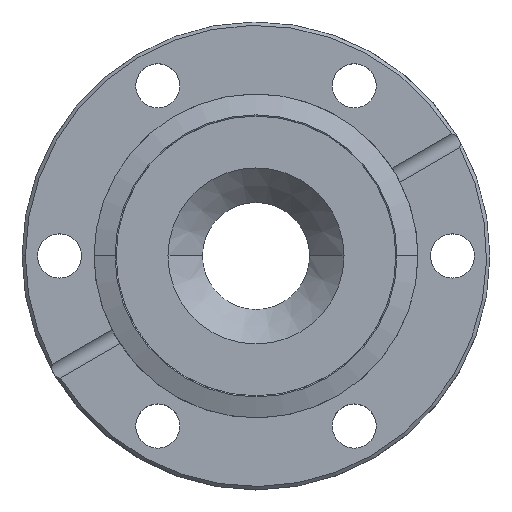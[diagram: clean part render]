
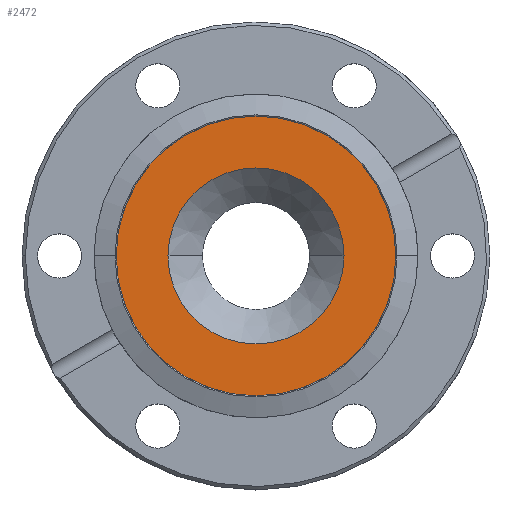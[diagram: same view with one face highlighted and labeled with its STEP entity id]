
A CAD part, top view. The second image highlights one B-rep face of the part: STEP entity #2472.
In plain terms, the highlighted planar face has unit normal (0, 0, 1).
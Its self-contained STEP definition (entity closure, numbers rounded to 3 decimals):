
#16 = DIRECTION ( 'NONE',  ( 1., 0., 0. ) ) ;
#52 = DIRECTION ( 'NONE',  ( 0., 0., 1. ) ) ;
#78 = CARTESIAN_POINT ( 'NONE',  ( 0., 0., -1.2 ) ) ;
#266 = DIRECTION ( 'NONE',  ( 1., 0., 0. ) ) ;
#298 = AXIS2_PLACEMENT_3D ( 'NONE', #1931, #2134, #906 ) ;
#391 = EDGE_CURVE ( 'NONE', #551, #1649, #1388, .T. ) ;
#413 = VERTEX_POINT ( 'NONE', #2063 ) ;
#434 = ORIENTED_EDGE ( 'NONE', *, *, #391, .T. ) ;
#479 = VERTEX_POINT ( 'NONE', #645 ) ;
#551 = VERTEX_POINT ( 'NONE', #713 ) ;
#645 = CARTESIAN_POINT ( 'NONE',  ( -13.15, 0., -1.2 ) ) ;
#702 = CIRCLE ( 'NONE', #1411, 20.898 ) ;
#713 = CARTESIAN_POINT ( 'NONE',  ( 20.898, 0., -1.2 ) ) ;
#762 = CARTESIAN_POINT ( 'NONE',  ( -20.898, 0., -1.2 ) ) ;
#906 = DIRECTION ( 'NONE',  ( 1., 0., 0. ) ) ;
#1098 = EDGE_LOOP ( 'NONE', ( #1242, #2380 ) ) ;
#1210 = FACE_BOUND ( 'NONE', #1098, .T. ) ;
#1226 = DIRECTION ( 'NONE',  ( 0., 0., -1. ) ) ;
#1242 = ORIENTED_EDGE ( 'NONE', *, *, #2120, .T. ) ;
#1258 = CARTESIAN_POINT ( 'NONE',  ( 0., 0., -1.2 ) ) ;
#1388 = CIRCLE ( 'NONE', #2055, 20.898 ) ;
#1411 = AXIS2_PLACEMENT_3D ( 'NONE', #1258, #52, #1477 ) ;
#1477 = DIRECTION ( 'NONE',  ( 1., 0., 0. ) ) ;
#1512 = DIRECTION ( 'NONE',  ( 0., 0., -1. ) ) ;
#1525 = AXIS2_PLACEMENT_3D ( 'NONE', #78, #1512, #266 ) ;
#1649 = VERTEX_POINT ( 'NONE', #762 ) ;
#1678 = CARTESIAN_POINT ( 'NONE',  ( 0., 0., -1.2 ) ) ;
#1736 = PLANE ( 'NONE',  #298 ) ;
#1771 = ORIENTED_EDGE ( 'NONE', *, *, #1865, .T. ) ;
#1779 = FACE_OUTER_BOUND ( 'NONE', #2052, .T. ) ;
#1840 = CIRCLE ( 'NONE', #1525, 13.15 ) ;
#1865 = EDGE_CURVE ( 'NONE', #1649, #551, #702, .T. ) ;
#1869 = DIRECTION ( 'NONE',  ( 1., 0., 0. ) ) ;
#1931 = CARTESIAN_POINT ( 'NONE',  ( 0., 0., -1.2 ) ) ;
#1939 = AXIS2_PLACEMENT_3D ( 'NONE', #2432, #1226, #16 ) ;
#2052 = EDGE_LOOP ( 'NONE', ( #434, #1771 ) ) ;
#2055 = AXIS2_PLACEMENT_3D ( 'NONE', #1678, #2460, #1869 ) ;
#2063 = CARTESIAN_POINT ( 'NONE',  ( 13.15, 0., -1.2 ) ) ;
#2120 = EDGE_CURVE ( 'NONE', #413, #479, #1840, .T. ) ;
#2134 = DIRECTION ( 'NONE',  ( 0., 0., 1. ) ) ;
#2279 = EDGE_CURVE ( 'NONE', #479, #413, #2505, .T. ) ;
#2380 = ORIENTED_EDGE ( 'NONE', *, *, #2279, .T. ) ;
#2432 = CARTESIAN_POINT ( 'NONE',  ( 0., 0., -1.2 ) ) ;
#2460 = DIRECTION ( 'NONE',  ( 0., 0., 1. ) ) ;
#2472 = ADVANCED_FACE ( 'NONE', ( #1779, #1210 ), #1736, .T. ) ;
#2505 = CIRCLE ( 'NONE', #1939, 13.15 ) ;
